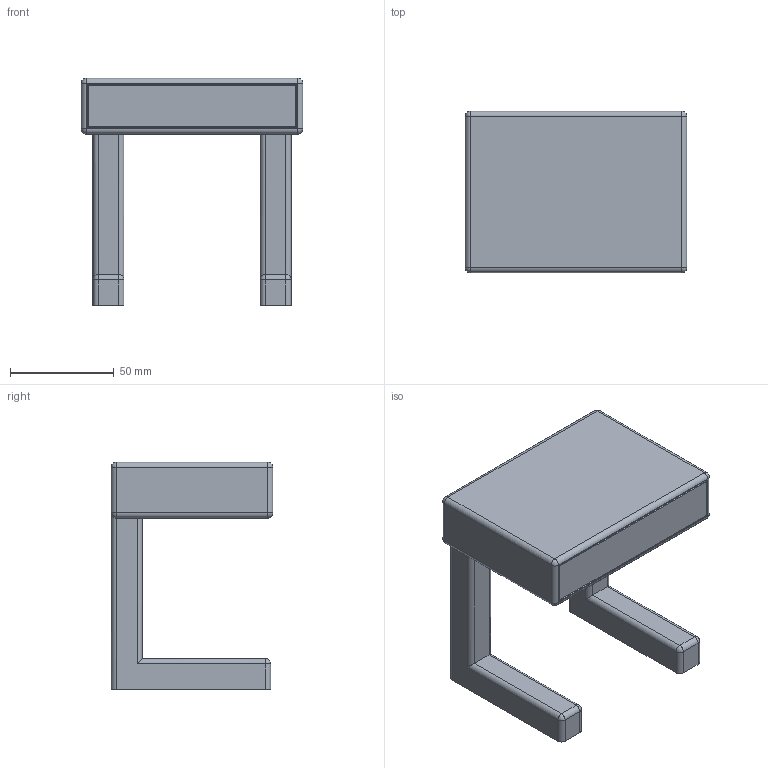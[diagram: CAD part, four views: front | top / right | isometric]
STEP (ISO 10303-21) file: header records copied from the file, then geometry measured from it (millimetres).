
FILE_DESCRIPTION(/* description */ (''),/* implementation_level */ '2;1');
FILE_NAME(/* name */ 'Spectrum Prism Mount.step',/* time_stamp */ '2023-11-25T19:41:05-06:00',/* author */ (''),/* organization */ (''),/* preprocessor_version */ 'ST-DEVELOPER v20',/* originating_system */ 'Autodesk Translation Framework v12.14.0.127',/* authorisation */ '');
FILE_SCHEMA (('AUTOMOTIVE_DESIGN { 1 0 10303 214 3 1 1 }'));
Length unit declared in the file: millimetre
Products named in the file (2): (Unsaved); EM Spectrum Post
Assembly tree (1 placements, depth 2):
  (Unsaved)
    EM Spectrum Post
Bounding box: 107 x 78 x 109.86 mm (x, y, z)
Volume: 270789.7 mm3; surface area: 81119.6 mm2
Topology: 2 solids, 2 shells, 85 faces, 184 edges, 108 vertices
Faces by surface type: plane 37, cylinder 36, sphere 12
Full cylindrical faces by diameter (mm): 10 x4
Entity records: 2347 total; most frequent: DIRECTION 424, CARTESIAN_POINT 380, ORIENTED_EDGE 368, EDGE_CURVE 184, AXIS2_PLACEMENT_3D 152, LINE 120, VECTOR 120, VERTEX_POINT 108
